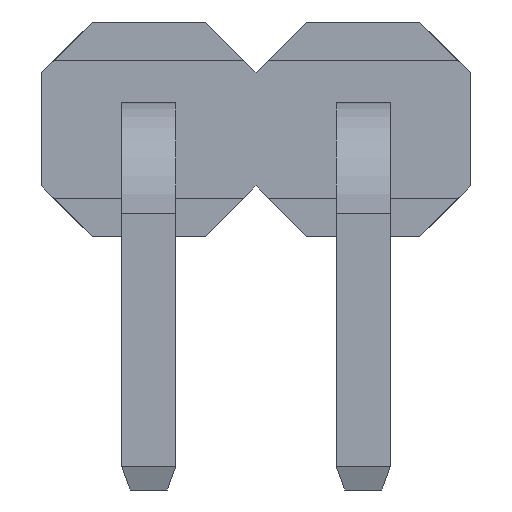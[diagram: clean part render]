
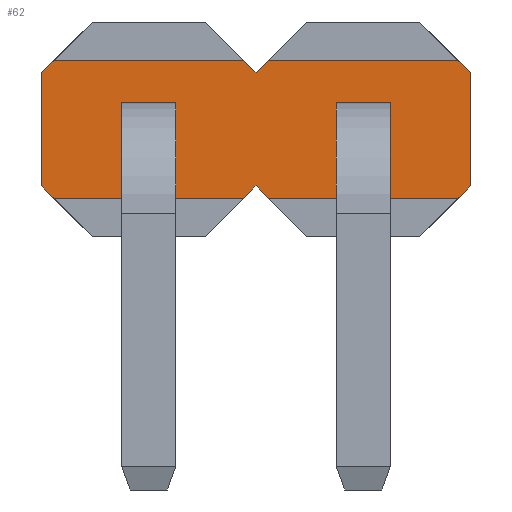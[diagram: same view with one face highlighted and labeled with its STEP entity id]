
A CAD part, front view. The second image highlights one B-rep face of the part: STEP entity #62.
In plain terms, the highlighted planar face has unit normal (0, -1, 0).
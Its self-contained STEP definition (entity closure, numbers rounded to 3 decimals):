
#62=ADVANCED_FACE('',(#676,#678,#680),#682,.T.);
#676=FACE_BOUND('',#677,.T.);
#677=EDGE_LOOP('',(#1171,#1172,#1173,#1174,#1175,#1176,#1177,#1178,#1179,#1180,#1181,
#1182,#1183,#1184));
#678=FACE_BOUND('',#679,.T.);
#679=EDGE_LOOP('',(#1185,#1186,#1187,#1188));
#680=FACE_BOUND('',#681,.T.);
#681=EDGE_LOOP('',(#1189,#1190,#1191,#1192));
#682=PLANE('',#683);
#683=AXIS2_PLACEMENT_3D('',#684,#685,#686);
#684=CARTESIAN_POINT('',(0.,2.24,0.));
#685=DIRECTION('',(0.,-1.,-0.));
#686=DIRECTION('',(1.,0.,0.));
#1171=ORIENTED_EDGE('',*,*,#1511,.F.);
#1172=ORIENTED_EDGE('',*,*,#1512,.T.);
#1173=ORIENTED_EDGE('',*,*,#1513,.F.);
#1174=ORIENTED_EDGE('',*,*,#1514,.F.);
#1175=ORIENTED_EDGE('',*,*,#1515,.F.);
#1176=ORIENTED_EDGE('',*,*,#1516,.T.);
#1177=ORIENTED_EDGE('',*,*,#1517,.F.);
#1178=ORIENTED_EDGE('',*,*,#1518,.F.);
#1179=ORIENTED_EDGE('',*,*,#1519,.T.);
#1180=ORIENTED_EDGE('',*,*,#1520,.F.);
#1181=ORIENTED_EDGE('',*,*,#1521,.F.);
#1182=ORIENTED_EDGE('',*,*,#1522,.F.);
#1183=ORIENTED_EDGE('',*,*,#1523,.T.);
#1184=ORIENTED_EDGE('',*,*,#1524,.F.);
#1185=ORIENTED_EDGE('',*,*,#1525,.F.);
#1186=ORIENTED_EDGE('',*,*,#1526,.F.);
#1187=ORIENTED_EDGE('',*,*,#1527,.F.);
#1188=ORIENTED_EDGE('',*,*,#1528,.F.);
#1189=ORIENTED_EDGE('',*,*,#1529,.F.);
#1190=ORIENTED_EDGE('',*,*,#1530,.F.);
#1191=ORIENTED_EDGE('',*,*,#1531,.F.);
#1192=ORIENTED_EDGE('',*,*,#1532,.F.);
#1511=EDGE_CURVE('',#1703,#1704,#1705,.T.);
#1512=EDGE_CURVE('',#1703,#1706,#1707,.T.);
#1513=EDGE_CURVE('',#1708,#1706,#1709,.T.);
#1514=EDGE_CURVE('',#1710,#1708,#1711,.T.);
#1515=EDGE_CURVE('',#1712,#1710,#1713,.T.);
#1516=EDGE_CURVE('',#1712,#1714,#1715,.T.);
#1517=EDGE_CURVE('',#1716,#1714,#1717,.T.);
#1518=EDGE_CURVE('',#1718,#1716,#1719,.T.);
#1519=EDGE_CURVE('',#1718,#1720,#1721,.T.);
#1520=EDGE_CURVE('',#1722,#1720,#1723,.T.);
#1521=EDGE_CURVE('',#1724,#1722,#1725,.T.);
#1522=EDGE_CURVE('',#1726,#1724,#1727,.T.);
#1523=EDGE_CURVE('',#1726,#1728,#1729,.T.);
#1524=EDGE_CURVE('',#1704,#1728,#1730,.T.);
#1525=EDGE_CURVE('',#1731,#1732,#1733,.T.);
#1526=EDGE_CURVE('',#1734,#1731,#1735,.T.);
#1527=EDGE_CURVE('',#1736,#1734,#1737,.T.);
#1528=EDGE_CURVE('',#1732,#1736,#1738,.T.);
#1529=EDGE_CURVE('',#1739,#1740,#1741,.T.);
#1530=EDGE_CURVE('',#1742,#1739,#1743,.T.);
#1531=EDGE_CURVE('',#1744,#1742,#1745,.T.);
#1532=EDGE_CURVE('',#1740,#1744,#1746,.T.);
#1703=VERTEX_POINT('',#2025);
#1704=VERTEX_POINT('',#2026);
#1705=LINE('',#2027,#2028);
#1706=VERTEX_POINT('',#2030);
#1707=LINE('',#2031,#2032);
#1708=VERTEX_POINT('',#2034);
#1709=LINE('',#2035,#2036);
#1710=VERTEX_POINT('',#2038);
#1711=LINE('',#2039,#2040);
#1712=VERTEX_POINT('',#2042);
#1713=LINE('',#2043,#2044);
#1714=VERTEX_POINT('',#2046);
#1715=LINE('',#2047,#2048);
#1716=VERTEX_POINT('',#2050);
#1717=LINE('',#2051,#2052);
#1718=VERTEX_POINT('',#2054);
#1719=LINE('',#2055,#2056);
#1720=VERTEX_POINT('',#2058);
#1721=LINE('',#2059,#2060);
#1722=VERTEX_POINT('',#2062);
#1723=LINE('',#2063,#2064);
#1724=VERTEX_POINT('',#2066);
#1725=LINE('',#2067,#2068);
#1726=VERTEX_POINT('',#2070);
#1727=LINE('',#2071,#2072);
#1728=VERTEX_POINT('',#2074);
#1729=LINE('',#2075,#2076);
#1730=LINE('',#2078,#2079);
#1731=VERTEX_POINT('',#2081);
#1732=VERTEX_POINT('',#2082);
#1733=LINE('',#2083,#2084);
#1734=VERTEX_POINT('',#2086);
#1735=LINE('',#2087,#2088);
#1736=VERTEX_POINT('',#2090);
#1737=LINE('',#2091,#2092);
#1738=LINE('',#2094,#2095);
#1739=VERTEX_POINT('',#2097);
#1740=VERTEX_POINT('',#2098);
#1741=LINE('',#2099,#2100);
#1742=VERTEX_POINT('',#2102);
#1743=LINE('',#2103,#2104);
#1744=VERTEX_POINT('',#2106);
#1745=LINE('',#2107,#2108);
#1746=LINE('',#2110,#2111);
#2025=CARTESIAN_POINT('',(1.12,2.24,2.09));
#2026=CARTESIAN_POINT('',(1.27,2.24,1.94));
#2027=CARTESIAN_POINT('',(1.12,2.24,2.09));
#2028=VECTOR('',#2029,1.);
#2029=DIRECTION('',(0.707,0.,-0.707));
#2030=CARTESIAN_POINT('',(-1.12,2.24,2.09));
#2031=CARTESIAN_POINT('',(1.12,2.24,2.09));
#2032=VECTOR('',#2033,1.);
#2033=DIRECTION('',(-1.,0.,0.));
#2034=CARTESIAN_POINT('',(-1.27,2.24,1.94));
#2035=CARTESIAN_POINT('',(-1.27,2.24,1.94));
#2036=VECTOR('',#2037,1.);
#2037=DIRECTION('',(0.707,0.,0.707));
#2038=CARTESIAN_POINT('',(-1.27,2.24,0.6));
#2039=CARTESIAN_POINT('',(-1.27,2.24,0.6));
#2040=VECTOR('',#2041,1.);
#2041=DIRECTION('',(0.,0.,1.));
#2042=CARTESIAN_POINT('',(-1.12,2.24,0.45));
#2043=CARTESIAN_POINT('',(-1.12,2.24,0.45));
#2044=VECTOR('',#2045,1.);
#2045=DIRECTION('',(-0.707,0.,0.707));
#2046=CARTESIAN_POINT('',(1.12,2.24,0.45));
#2047=CARTESIAN_POINT('',(-1.12,2.24,0.45));
#2048=VECTOR('',#2049,1.);
#2049=DIRECTION('',(1.,0.,0.));
#2050=CARTESIAN_POINT('',(1.27,2.24,0.6));
#2051=CARTESIAN_POINT('',(1.27,2.24,0.6));
#2052=VECTOR('',#2053,1.);
#2053=DIRECTION('',(-0.707,0.,-0.707));
#2054=CARTESIAN_POINT('',(1.42,2.24,0.45));
#2055=CARTESIAN_POINT('',(1.42,2.24,0.45));
#2056=VECTOR('',#2057,1.);
#2057=DIRECTION('',(-0.707,0.,0.707));
#2058=CARTESIAN_POINT('',(3.66,2.24,0.45));
#2059=CARTESIAN_POINT('',(1.42,2.24,0.45));
#2060=VECTOR('',#2061,1.);
#2061=DIRECTION('',(1.,0.,0.));
#2062=CARTESIAN_POINT('',(3.81,2.24,0.6));
#2063=CARTESIAN_POINT('',(3.81,2.24,0.6));
#2064=VECTOR('',#2065,1.);
#2065=DIRECTION('',(-0.707,0.,-0.707));
#2066=CARTESIAN_POINT('',(3.81,2.24,1.94));
#2067=CARTESIAN_POINT('',(3.81,2.24,1.94));
#2068=VECTOR('',#2069,1.);
#2069=DIRECTION('',(0.,0.,-1.));
#2070=CARTESIAN_POINT('',(3.66,2.24,2.09));
#2071=CARTESIAN_POINT('',(3.66,2.24,2.09));
#2072=VECTOR('',#2073,1.);
#2073=DIRECTION('',(0.707,0.,-0.707));
#2074=CARTESIAN_POINT('',(1.42,2.24,2.09));
#2075=CARTESIAN_POINT('',(3.66,2.24,2.09));
#2076=VECTOR('',#2077,1.);
#2077=DIRECTION('',(-1.,0.,0.));
#2078=CARTESIAN_POINT('',(1.27,2.24,1.94));
#2079=VECTOR('',#2080,1.);
#2080=DIRECTION('',(0.707,0.,0.707));
#2081=CARTESIAN_POINT('',(2.22,2.24,1.59));
#2082=CARTESIAN_POINT('',(2.22,2.24,0.95));
#2083=CARTESIAN_POINT('',(2.22,2.24,1.59));
#2084=VECTOR('',#2085,1.);
#2085=DIRECTION('',(0.,0.,-1.));
#2086=CARTESIAN_POINT('',(2.86,2.24,1.59));
#2087=CARTESIAN_POINT('',(2.86,2.24,1.59));
#2088=VECTOR('',#2089,1.);
#2089=DIRECTION('',(-1.,0.,0.));
#2090=CARTESIAN_POINT('',(2.86,2.24,0.95));
#2091=CARTESIAN_POINT('',(2.86,2.24,0.95));
#2092=VECTOR('',#2093,1.);
#2093=DIRECTION('',(0.,0.,1.));
#2094=CARTESIAN_POINT('',(2.22,2.24,0.95));
#2095=VECTOR('',#2096,1.);
#2096=DIRECTION('',(1.,0.,0.));
#2097=CARTESIAN_POINT('',(-0.32,2.24,1.59));
#2098=CARTESIAN_POINT('',(-0.32,2.24,0.95));
#2099=CARTESIAN_POINT('',(-0.32,2.24,1.59));
#2100=VECTOR('',#2101,1.);
#2101=DIRECTION('',(0.,0.,-1.));
#2102=CARTESIAN_POINT('',(0.32,2.24,1.59));
#2103=CARTESIAN_POINT('',(0.32,2.24,1.59));
#2104=VECTOR('',#2105,1.);
#2105=DIRECTION('',(-1.,0.,0.));
#2106=CARTESIAN_POINT('',(0.32,2.24,0.95));
#2107=CARTESIAN_POINT('',(0.32,2.24,0.95));
#2108=VECTOR('',#2109,1.);
#2109=DIRECTION('',(0.,0.,1.));
#2110=CARTESIAN_POINT('',(-0.32,2.24,0.95));
#2111=VECTOR('',#2112,1.);
#2112=DIRECTION('',(1.,0.,0.));
